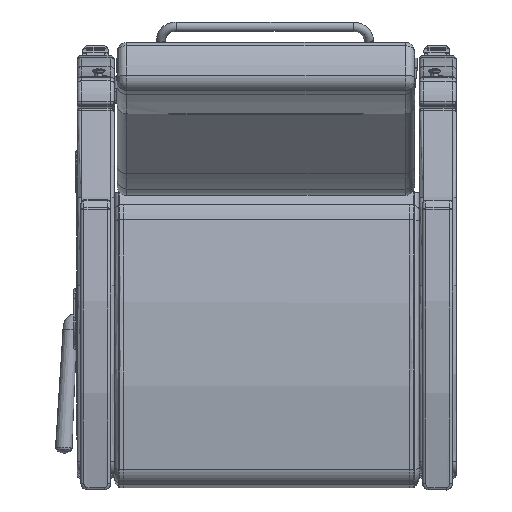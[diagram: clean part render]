
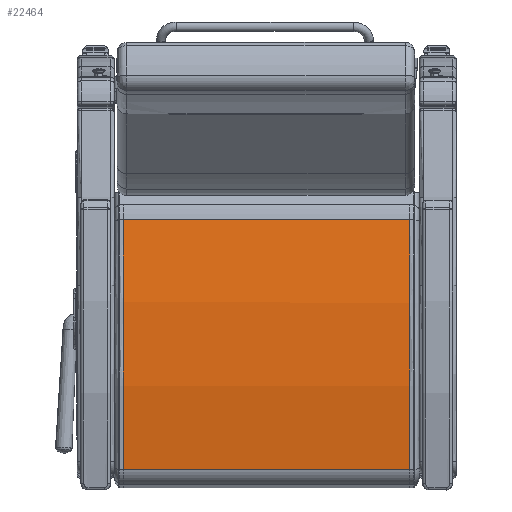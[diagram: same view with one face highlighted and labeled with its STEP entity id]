
A CAD part, front view. The second image highlights one B-rep face of the part: STEP entity #22464.
In plain terms, the highlighted free-form (B-spline) face has degree [1, 2] with [2, 3] control points.
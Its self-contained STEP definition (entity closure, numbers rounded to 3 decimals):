
#788=(
BOUNDED_SURFACE()
B_SPLINE_SURFACE(1,2,((#34869,#34870,#34871),(#34872,#34873,#34874)),
 .UNSPECIFIED.,.F.,.F.,.F.)
B_SPLINE_SURFACE_WITH_KNOTS((2,2),(3,3),(-0.193,0.193),
(1.362,1.699),.UNSPECIFIED.)
GEOMETRIC_REPRESENTATION_ITEM()
RATIONAL_B_SPLINE_SURFACE(((1.,0.986,1.),(1.,0.986,
1.)))
REPRESENTATION_ITEM('')
SURFACE()
);
#844=ELLIPSE('',#24185,60.054,60.);
#856=ELLIPSE('',#24227,60.054,60.);
#2500=FACE_OUTER_BOUND('',#3838,.T.);
#3838=EDGE_LOOP('',(#15929,#15930,#15931,#15932));
#5351=LINE('',#34868,#6938);
#5352=LINE('',#34875,#6939);
#6938=VECTOR('',#27226,0.394);
#6939=VECTOR('',#27227,0.394);
#9749=VERTEX_POINT('',#34041);
#9750=VERTEX_POINT('',#34064);
#9790=VERTEX_POINT('',#34281);
#9791=VERTEX_POINT('',#34304);
#12146=EDGE_CURVE('',#9750,#9749,#844,.T.);
#12205=EDGE_CURVE('',#9791,#9790,#856,.T.);
#12285=EDGE_CURVE('',#9749,#9791,#5351,.T.);
#12286=EDGE_CURVE('',#9750,#9790,#5352,.T.);
#15929=ORIENTED_EDGE('',*,*,#12146,.F.);
#15930=ORIENTED_EDGE('',*,*,#12286,.T.);
#15931=ORIENTED_EDGE('',*,*,#12205,.F.);
#15932=ORIENTED_EDGE('',*,*,#12285,.F.);
#22464=ADVANCED_FACE('',(#2500),#788,.F.);
#24185=AXIS2_PLACEMENT_3D('',#34066,#26979,#26980);
#24227=AXIS2_PLACEMENT_3D('',#34306,#27088,#27089);
#26979=DIRECTION('center_axis',(0.,0.,-1.));
#26980=DIRECTION('ref_axis',(1.,0.,0.));
#27088=DIRECTION('center_axis',(0.,0.,1.));
#27089=DIRECTION('ref_axis',(1.,0.,0.));
#27226=DIRECTION('',(0.,0.,1.));
#27227=DIRECTION('',(0.,0.,1.));
#34041=CARTESIAN_POINT('',(10.111,0.445,-11.563));
#34064=CARTESIAN_POINT('',(-10.045,1.256,-11.563));
#34066=CARTESIAN_POINT('Origin',(-2.35,-58.249,-11.563));
#34281=CARTESIAN_POINT('',(-10.045,1.256,11.563));
#34304=CARTESIAN_POINT('',(10.111,0.445,11.563));
#34306=CARTESIAN_POINT('Origin',(-2.35,-58.249,11.563));
#34868=CARTESIAN_POINT('',(10.111,0.445,0.));
#34869=CARTESIAN_POINT('Ctrl Pts',(10.111,0.445,-11.563));
#34870=CARTESIAN_POINT('Ctrl Pts',(0.103,2.566,-11.563));
#34871=CARTESIAN_POINT('Ctrl Pts',(-10.045,1.256,-11.563));
#34872=CARTESIAN_POINT('Ctrl Pts',(10.111,0.445,11.563));
#34873=CARTESIAN_POINT('Ctrl Pts',(0.103,2.566,11.563));
#34874=CARTESIAN_POINT('Ctrl Pts',(-10.045,1.256,11.563));
#34875=CARTESIAN_POINT('',(-10.045,1.256,0.));
